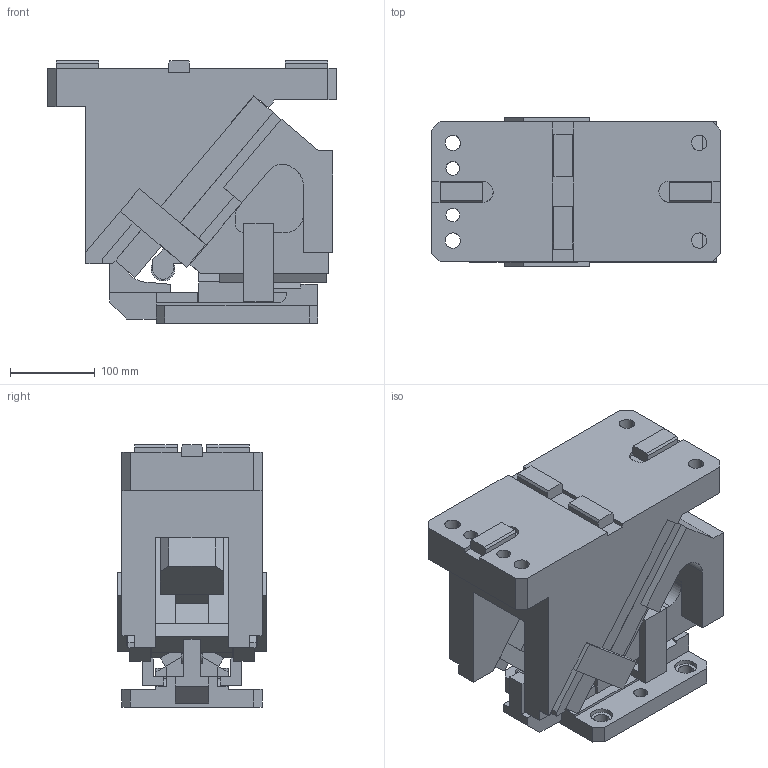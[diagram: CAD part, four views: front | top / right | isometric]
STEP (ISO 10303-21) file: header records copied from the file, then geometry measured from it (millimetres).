
FILE_DESCRIPTION(('CATIA V5 STEP Exchange'),'2;1');
FILE_NAME('CACN_165_00.stp','2015-04-27T09:16:28+00:00',('none'),('none'),'CATIA Version 5 Release 19 SP 2 (IN-10)','CATIA V5 STEP AP203','none');
FILE_SCHEMA(('CONFIG_CONTROL_DESIGN'));
Length unit declared in the file: millimetre
Products named in the file (1): CACN_165_00
Bounding box: 340 x 175 x 309 mm (x, y, z)
Volume: 9871391.3 mm3; surface area: 724105.4 mm2
Topology: 3 solids, 3 shells, 381 faces, 1087 edges, 720 vertices
Faces by surface type: plane 292, cylinder 88, extrusion 1
Entity records: 13567 total; most frequent: CARTESIAN_POINT 4083, ORIENTED_EDGE 2174, DIRECTION 1573, EDGE_CURVE 1087, VECTOR 906, LINE 905, VERTEX_POINT 720, EDGE_LOOP 417
